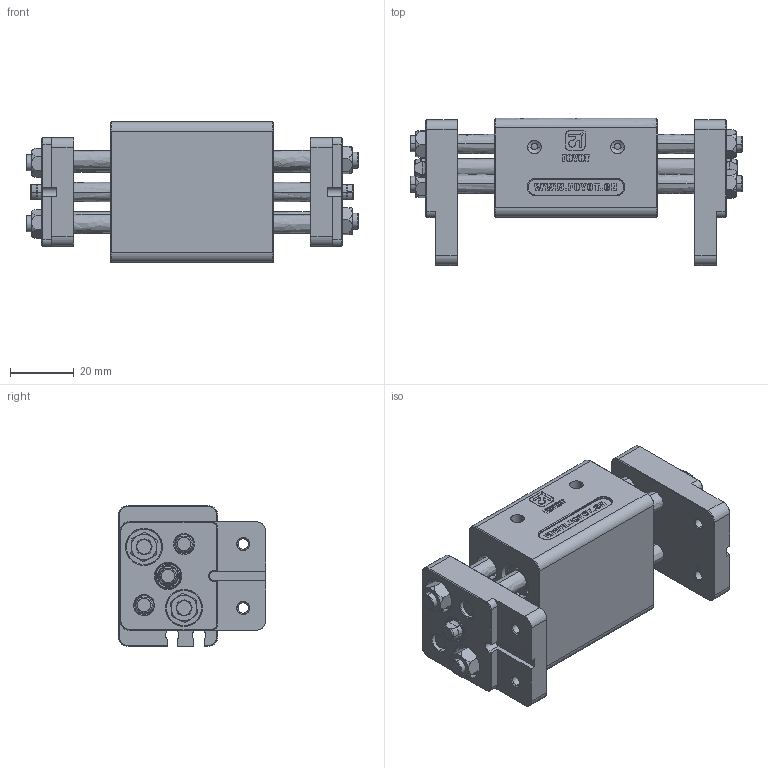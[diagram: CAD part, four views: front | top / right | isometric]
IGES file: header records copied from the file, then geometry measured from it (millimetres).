
Start section: SolidWorks IGES file using analytic representation for surfaces
Global section: file name: 0HFY02-10-20.IGS; native system: SolidWorks 2015; preprocessor: SolidWorks 2015; author: Administrator; date: 231116.143345; units: millimetre
Bounding box: 103.8 x 46 x 44 mm (x, y, z)
Surface area: 46777.2 mm2 (no closed solid volume)
Topology: 0 solids, 0 shells, 1383 faces, 17931 edges, 17911 vertices
Faces by surface type: bspline 748, revolution 635
